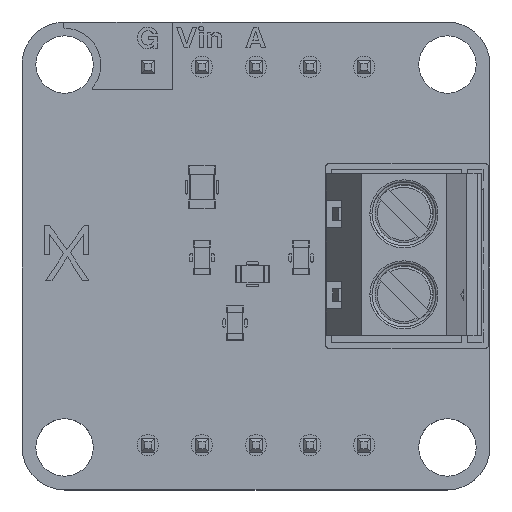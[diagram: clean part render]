
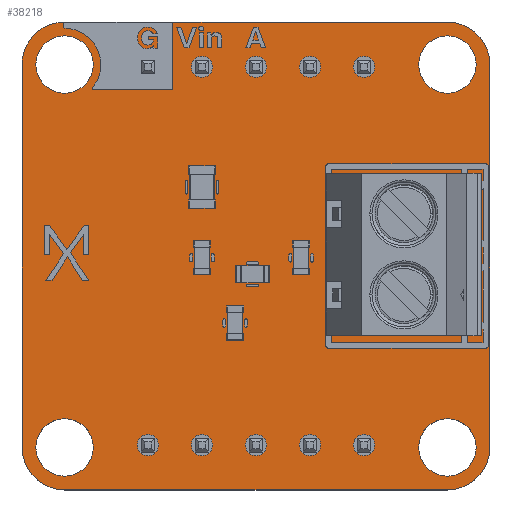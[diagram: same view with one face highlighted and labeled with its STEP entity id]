
A CAD part, top view. The second image highlights one B-rep face of the part: STEP entity #38218.
In plain terms, the highlighted planar face has unit normal (0, 0, 1).
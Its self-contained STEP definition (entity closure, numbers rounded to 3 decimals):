
#37893 = VERTEX_POINT('',#37894);
#37894 = CARTESIAN_POINT('',(8.978,11.011,1.51));
#37900 = EDGE_CURVE('',#37893,#37901,#37903,.T.);
#37901 = VERTEX_POINT('',#37902);
#37902 = CARTESIAN_POINT('',(10.978,9.011,1.51));
#37903 = CIRCLE('',#37904,2.);
#37904 = AXIS2_PLACEMENT_3D('',#37905,#37906,#37907);
#37905 = CARTESIAN_POINT('',(8.978,9.011,1.51));
#37906 = DIRECTION('',(0.,0.,-1.));
#37907 = DIRECTION('',(0.,1.,0.));
#37935 = VERTEX_POINT('',#37936);
#37936 = CARTESIAN_POINT('',(-9.013,11.011,1.51));
#37942 = EDGE_CURVE('',#37935,#37893,#37943,.T.);
#37943 = LINE('',#37944,#37945);
#37944 = CARTESIAN_POINT('',(-9.013,11.011,1.51));
#37945 = VECTOR('',#37946,1.);
#37946 = DIRECTION('',(1.,0.,0.));
#37964 = EDGE_CURVE('',#37901,#37965,#37967,.T.);
#37965 = VERTEX_POINT('',#37966);
#37966 = CARTESIAN_POINT('',(10.978,-8.989,1.51));
#37967 = LINE('',#37968,#37969);
#37968 = CARTESIAN_POINT('',(10.978,9.011,1.51));
#37969 = VECTOR('',#37970,1.);
#37970 = DIRECTION('',(0.,-1.,0.));
#38218 = ADVANCED_FACE('',(#38219,#38265,#38276,#38287,#38298,#38309,
    #38320,#38331,#38342,#38353,#38364,#38375,#38386,#38397,#38408,
    #38419,#38430),#38441,.T.);
#38219 = FACE_BOUND('',#38220,.T.);
#38220 = EDGE_LOOP('',(#38221,#38222,#38223,#38232,#38240,#38249,#38257,
    #38264));
#38221 = ORIENTED_EDGE('',*,*,#37900,.F.);
#38222 = ORIENTED_EDGE('',*,*,#37942,.F.);
#38223 = ORIENTED_EDGE('',*,*,#38224,.F.);
#38224 = EDGE_CURVE('',#38225,#37935,#38227,.T.);
#38225 = VERTEX_POINT('',#38226);
#38226 = CARTESIAN_POINT('',(-11.022,9.011,1.51));
#38227 = CIRCLE('',#38228,2.);
#38228 = AXIS2_PLACEMENT_3D('',#38229,#38230,#38231);
#38229 = CARTESIAN_POINT('',(-9.022,9.011,1.51));
#38230 = DIRECTION('',(0.,0.,-1.));
#38231 = DIRECTION('',(-1.,0.,0.));
#38232 = ORIENTED_EDGE('',*,*,#38233,.F.);
#38233 = EDGE_CURVE('',#38234,#38225,#38236,.T.);
#38234 = VERTEX_POINT('',#38235);
#38235 = CARTESIAN_POINT('',(-11.022,-8.989,1.51));
#38236 = LINE('',#38237,#38238);
#38237 = CARTESIAN_POINT('',(-11.022,-8.989,1.51));
#38238 = VECTOR('',#38239,1.);
#38239 = DIRECTION('',(0.,1.,0.));
#38240 = ORIENTED_EDGE('',*,*,#38241,.F.);
#38241 = EDGE_CURVE('',#38242,#38234,#38244,.T.);
#38242 = VERTEX_POINT('',#38243);
#38243 = CARTESIAN_POINT('',(-9.022,-10.989,1.51));
#38244 = CIRCLE('',#38245,2.);
#38245 = AXIS2_PLACEMENT_3D('',#38246,#38247,#38248);
#38246 = CARTESIAN_POINT('',(-9.022,-8.989,1.51));
#38247 = DIRECTION('',(0.,0.,-1.));
#38248 = DIRECTION('',(0.,-1.,0.));
#38249 = ORIENTED_EDGE('',*,*,#38250,.F.);
#38250 = EDGE_CURVE('',#38251,#38242,#38253,.T.);
#38251 = VERTEX_POINT('',#38252);
#38252 = CARTESIAN_POINT('',(8.978,-10.989,1.51));
#38253 = LINE('',#38254,#38255);
#38254 = CARTESIAN_POINT('',(8.978,-10.989,1.51));
#38255 = VECTOR('',#38256,1.);
#38256 = DIRECTION('',(-1.,0.,0.));
#38257 = ORIENTED_EDGE('',*,*,#38258,.F.);
#38258 = EDGE_CURVE('',#37965,#38251,#38259,.T.);
#38259 = CIRCLE('',#38260,2.);
#38260 = AXIS2_PLACEMENT_3D('',#38261,#38262,#38263);
#38261 = CARTESIAN_POINT('',(8.978,-8.989,1.51));
#38262 = DIRECTION('',(0.,0.,-1.));
#38263 = DIRECTION('',(1.,0.,0.));
#38264 = ORIENTED_EDGE('',*,*,#37964,.F.);
#38265 = FACE_BOUND('',#38266,.T.);
#38266 = EDGE_LOOP('',(#38267));
#38267 = ORIENTED_EDGE('',*,*,#38268,.T.);
#38268 = EDGE_CURVE('',#38269,#38269,#38271,.T.);
#38269 = VERTEX_POINT('',#38270);
#38270 = CARTESIAN_POINT('',(-9.022,-10.339,1.51));
#38271 = CIRCLE('',#38272,1.35);
#38272 = AXIS2_PLACEMENT_3D('',#38273,#38274,#38275);
#38273 = CARTESIAN_POINT('',(-9.022,-8.989,1.51));
#38274 = DIRECTION('',(-0.,0.,-1.));
#38275 = DIRECTION('',(0.,-1.,-0.));
#38276 = FACE_BOUND('',#38277,.T.);
#38277 = EDGE_LOOP('',(#38278));
#38278 = ORIENTED_EDGE('',*,*,#38279,.T.);
#38279 = EDGE_CURVE('',#38280,#38280,#38282,.T.);
#38280 = VERTEX_POINT('',#38281);
#38281 = CARTESIAN_POINT('',(-5.102,-9.379,1.51));
#38282 = CIRCLE('',#38283,0.5);
#38283 = AXIS2_PLACEMENT_3D('',#38284,#38285,#38286);
#38284 = CARTESIAN_POINT('',(-5.102,-8.879,1.51));
#38285 = DIRECTION('',(-0.,0.,-1.));
#38286 = DIRECTION('',(-0.,-1.,0.));
#38287 = FACE_BOUND('',#38288,.T.);
#38288 = EDGE_LOOP('',(#38289));
#38289 = ORIENTED_EDGE('',*,*,#38290,.T.);
#38290 = EDGE_CURVE('',#38291,#38291,#38293,.T.);
#38291 = VERTEX_POINT('',#38292);
#38292 = CARTESIAN_POINT('',(-2.562,-9.379,1.51));
#38293 = CIRCLE('',#38294,0.5);
#38294 = AXIS2_PLACEMENT_3D('',#38295,#38296,#38297);
#38295 = CARTESIAN_POINT('',(-2.562,-8.879,1.51));
#38296 = DIRECTION('',(-0.,0.,-1.));
#38297 = DIRECTION('',(-0.,-1.,0.));
#38298 = FACE_BOUND('',#38299,.T.);
#38299 = EDGE_LOOP('',(#38300));
#38300 = ORIENTED_EDGE('',*,*,#38301,.T.);
#38301 = EDGE_CURVE('',#38302,#38302,#38304,.T.);
#38302 = VERTEX_POINT('',#38303);
#38303 = CARTESIAN_POINT('',(-0.022,-9.379,1.51));
#38304 = CIRCLE('',#38305,0.5);
#38305 = AXIS2_PLACEMENT_3D('',#38306,#38307,#38308);
#38306 = CARTESIAN_POINT('',(-0.022,-8.879,1.51));
#38307 = DIRECTION('',(-0.,0.,-1.));
#38308 = DIRECTION('',(0.,-1.,-0.));
#38309 = FACE_BOUND('',#38310,.T.);
#38310 = EDGE_LOOP('',(#38311));
#38311 = ORIENTED_EDGE('',*,*,#38312,.T.);
#38312 = EDGE_CURVE('',#38313,#38313,#38315,.T.);
#38313 = VERTEX_POINT('',#38314);
#38314 = CARTESIAN_POINT('',(2.518,-9.379,1.51));
#38315 = CIRCLE('',#38316,0.5);
#38316 = AXIS2_PLACEMENT_3D('',#38317,#38318,#38319);
#38317 = CARTESIAN_POINT('',(2.518,-8.879,1.51));
#38318 = DIRECTION('',(-0.,0.,-1.));
#38319 = DIRECTION('',(-0.,-1.,0.));
#38320 = FACE_BOUND('',#38321,.T.);
#38321 = EDGE_LOOP('',(#38322));
#38322 = ORIENTED_EDGE('',*,*,#38323,.T.);
#38323 = EDGE_CURVE('',#38324,#38324,#38326,.T.);
#38324 = VERTEX_POINT('',#38325);
#38325 = CARTESIAN_POINT('',(5.058,-9.379,1.51));
#38326 = CIRCLE('',#38327,0.5);
#38327 = AXIS2_PLACEMENT_3D('',#38328,#38329,#38330);
#38328 = CARTESIAN_POINT('',(5.058,-8.879,1.51));
#38329 = DIRECTION('',(-0.,0.,-1.));
#38330 = DIRECTION('',(-0.,-1.,0.));
#38331 = FACE_BOUND('',#38332,.T.);
#38332 = EDGE_LOOP('',(#38333));
#38333 = ORIENTED_EDGE('',*,*,#38334,.T.);
#38334 = EDGE_CURVE('',#38335,#38335,#38337,.T.);
#38335 = VERTEX_POINT('',#38336);
#38336 = CARTESIAN_POINT('',(8.978,-10.339,1.51));
#38337 = CIRCLE('',#38338,1.35);
#38338 = AXIS2_PLACEMENT_3D('',#38339,#38340,#38341);
#38339 = CARTESIAN_POINT('',(8.978,-8.989,1.51));
#38340 = DIRECTION('',(-0.,0.,-1.));
#38341 = DIRECTION('',(-0.,-1.,0.));
#38342 = FACE_BOUND('',#38343,.T.);
#38343 = EDGE_LOOP('',(#38344));
#38344 = ORIENTED_EDGE('',*,*,#38345,.T.);
#38345 = EDGE_CURVE('',#38346,#38346,#38348,.T.);
#38346 = VERTEX_POINT('',#38347);
#38347 = CARTESIAN_POINT('',(6.779,-2.644,1.51));
#38348 = CIRCLE('',#38349,0.75);
#38349 = AXIS2_PLACEMENT_3D('',#38350,#38351,#38352);
#38350 = CARTESIAN_POINT('',(6.779,-1.894,1.51));
#38351 = DIRECTION('',(-0.,0.,-1.));
#38352 = DIRECTION('',(-0.,-1.,0.));
#38353 = FACE_BOUND('',#38354,.T.);
#38354 = EDGE_LOOP('',(#38355));
#38355 = ORIENTED_EDGE('',*,*,#38356,.T.);
#38356 = EDGE_CURVE('',#38357,#38357,#38359,.T.);
#38357 = VERTEX_POINT('',#38358);
#38358 = CARTESIAN_POINT('',(-9.022,7.661,1.51));
#38359 = CIRCLE('',#38360,1.35);
#38360 = AXIS2_PLACEMENT_3D('',#38361,#38362,#38363);
#38361 = CARTESIAN_POINT('',(-9.022,9.011,1.51));
#38362 = DIRECTION('',(-0.,0.,-1.));
#38363 = DIRECTION('',(-0.,-1.,0.));
#38364 = FACE_BOUND('',#38365,.T.);
#38365 = EDGE_LOOP('',(#38366));
#38366 = ORIENTED_EDGE('',*,*,#38367,.T.);
#38367 = EDGE_CURVE('',#38368,#38368,#38370,.T.);
#38368 = VERTEX_POINT('',#38369);
#38369 = CARTESIAN_POINT('',(-5.102,8.401,1.51));
#38370 = CIRCLE('',#38371,0.5);
#38371 = AXIS2_PLACEMENT_3D('',#38372,#38373,#38374);
#38372 = CARTESIAN_POINT('',(-5.102,8.901,1.51));
#38373 = DIRECTION('',(-0.,0.,-1.));
#38374 = DIRECTION('',(-0.,-1.,0.));
#38375 = FACE_BOUND('',#38376,.T.);
#38376 = EDGE_LOOP('',(#38377));
#38377 = ORIENTED_EDGE('',*,*,#38378,.T.);
#38378 = EDGE_CURVE('',#38379,#38379,#38381,.T.);
#38379 = VERTEX_POINT('',#38380);
#38380 = CARTESIAN_POINT('',(-2.562,8.401,1.51));
#38381 = CIRCLE('',#38382,0.5);
#38382 = AXIS2_PLACEMENT_3D('',#38383,#38384,#38385);
#38383 = CARTESIAN_POINT('',(-2.562,8.901,1.51));
#38384 = DIRECTION('',(-0.,0.,-1.));
#38385 = DIRECTION('',(-0.,-1.,0.));
#38386 = FACE_BOUND('',#38387,.T.);
#38387 = EDGE_LOOP('',(#38388));
#38388 = ORIENTED_EDGE('',*,*,#38389,.T.);
#38389 = EDGE_CURVE('',#38390,#38390,#38392,.T.);
#38390 = VERTEX_POINT('',#38391);
#38391 = CARTESIAN_POINT('',(6.779,1.166,1.51));
#38392 = CIRCLE('',#38393,0.75);
#38393 = AXIS2_PLACEMENT_3D('',#38394,#38395,#38396);
#38394 = CARTESIAN_POINT('',(6.779,1.916,1.51));
#38395 = DIRECTION('',(-0.,0.,-1.));
#38396 = DIRECTION('',(-0.,-1.,0.));
#38397 = FACE_BOUND('',#38398,.T.);
#38398 = EDGE_LOOP('',(#38399));
#38399 = ORIENTED_EDGE('',*,*,#38400,.T.);
#38400 = EDGE_CURVE('',#38401,#38401,#38403,.T.);
#38401 = VERTEX_POINT('',#38402);
#38402 = CARTESIAN_POINT('',(-0.022,8.401,1.51));
#38403 = CIRCLE('',#38404,0.5);
#38404 = AXIS2_PLACEMENT_3D('',#38405,#38406,#38407);
#38405 = CARTESIAN_POINT('',(-0.022,8.901,1.51));
#38406 = DIRECTION('',(-0.,0.,-1.));
#38407 = DIRECTION('',(0.,-1.,-0.));
#38408 = FACE_BOUND('',#38409,.T.);
#38409 = EDGE_LOOP('',(#38410));
#38410 = ORIENTED_EDGE('',*,*,#38411,.T.);
#38411 = EDGE_CURVE('',#38412,#38412,#38414,.T.);
#38412 = VERTEX_POINT('',#38413);
#38413 = CARTESIAN_POINT('',(2.518,8.401,1.51));
#38414 = CIRCLE('',#38415,0.5);
#38415 = AXIS2_PLACEMENT_3D('',#38416,#38417,#38418);
#38416 = CARTESIAN_POINT('',(2.518,8.901,1.51));
#38417 = DIRECTION('',(-0.,0.,-1.));
#38418 = DIRECTION('',(-0.,-1.,0.));
#38419 = FACE_BOUND('',#38420,.T.);
#38420 = EDGE_LOOP('',(#38421));
#38421 = ORIENTED_EDGE('',*,*,#38422,.T.);
#38422 = EDGE_CURVE('',#38423,#38423,#38425,.T.);
#38423 = VERTEX_POINT('',#38424);
#38424 = CARTESIAN_POINT('',(5.058,8.401,1.51));
#38425 = CIRCLE('',#38426,0.5);
#38426 = AXIS2_PLACEMENT_3D('',#38427,#38428,#38429);
#38427 = CARTESIAN_POINT('',(5.058,8.901,1.51));
#38428 = DIRECTION('',(-0.,0.,-1.));
#38429 = DIRECTION('',(-0.,-1.,0.));
#38430 = FACE_BOUND('',#38431,.T.);
#38431 = EDGE_LOOP('',(#38432));
#38432 = ORIENTED_EDGE('',*,*,#38433,.T.);
#38433 = EDGE_CURVE('',#38434,#38434,#38436,.T.);
#38434 = VERTEX_POINT('',#38435);
#38435 = CARTESIAN_POINT('',(8.978,7.661,1.51));
#38436 = CIRCLE('',#38437,1.35);
#38437 = AXIS2_PLACEMENT_3D('',#38438,#38439,#38440);
#38438 = CARTESIAN_POINT('',(8.978,9.011,1.51));
#38439 = DIRECTION('',(-0.,0.,-1.));
#38440 = DIRECTION('',(-0.,-1.,0.));
#38441 = PLANE('',#38442);
#38442 = AXIS2_PLACEMENT_3D('',#38443,#38444,#38445);
#38443 = CARTESIAN_POINT('',(0.,0.,1.51));
#38444 = DIRECTION('',(0.,0.,1.));
#38445 = DIRECTION('',(1.,0.,-0.));
